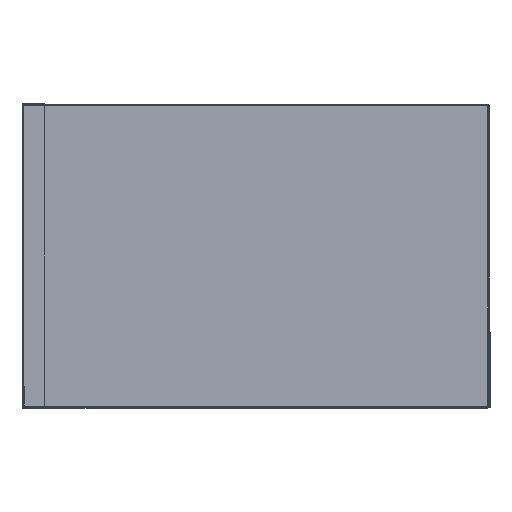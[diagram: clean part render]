
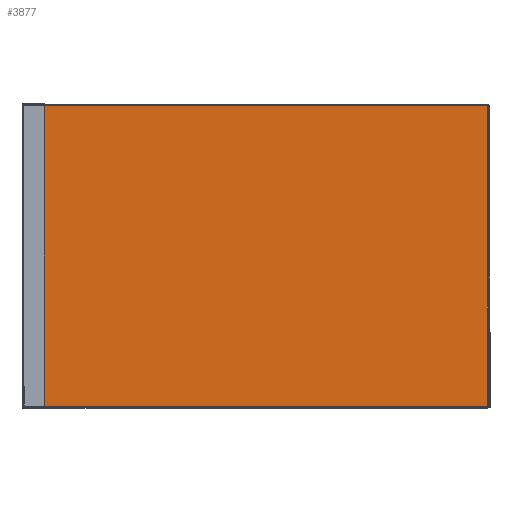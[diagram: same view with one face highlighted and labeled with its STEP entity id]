
A CAD part, front view. The second image highlights one B-rep face of the part: STEP entity #3877.
In plain terms, the highlighted planar face has unit normal (0, -1, 0).
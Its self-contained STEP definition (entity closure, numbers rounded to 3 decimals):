
#89=FACE_OUTER_BOUND('',#319,.T.);
#319=EDGE_LOOP('',(#2563,#2564,#2565,#2566,#2567,#2568,#2569,#2570,#2571,
#2572,#2573,#2574));
#546=LINE('',#5661,#1050);
#553=LINE('',#5677,#1057);
#554=LINE('',#5679,#1058);
#561=LINE('',#5693,#1065);
#562=LINE('',#5695,#1066);
#563=LINE('',#5697,#1067);
#564=LINE('',#5699,#1068);
#565=LINE('',#5701,#1069);
#566=LINE('',#5703,#1070);
#567=LINE('',#5705,#1071);
#568=LINE('',#5707,#1072);
#569=LINE('',#5708,#1073);
#1050=VECTOR('',#4546,10.);
#1057=VECTOR('',#4559,10.);
#1058=VECTOR('',#4562,10.);
#1065=VECTOR('',#4575,10.);
#1066=VECTOR('',#4576,10.);
#1067=VECTOR('',#4577,10.);
#1068=VECTOR('',#4578,10.);
#1069=VECTOR('',#4579,10.);
#1070=VECTOR('',#4580,10.);
#1071=VECTOR('',#4581,10.);
#1072=VECTOR('',#4582,10.);
#1073=VECTOR('',#4583,10.);
#1613=VERTEX_POINT('',#5642);
#1618=VERTEX_POINT('',#5652);
#1622=VERTEX_POINT('',#5667);
#1626=VERTEX_POINT('',#5675);
#1630=VERTEX_POINT('',#5692);
#1631=VERTEX_POINT('',#5694);
#1632=VERTEX_POINT('',#5696);
#1633=VERTEX_POINT('',#5698);
#1634=VERTEX_POINT('',#5700);
#1635=VERTEX_POINT('',#5702);
#1636=VERTEX_POINT('',#5704);
#1637=VERTEX_POINT('',#5706);
#1970=EDGE_CURVE('',#1613,#1618,#546,.T.);
#1978=EDGE_CURVE('',#1622,#1626,#553,.T.);
#1979=EDGE_CURVE('',#1626,#1613,#554,.T.);
#1986=EDGE_CURVE('',#1618,#1630,#561,.T.);
#1987=EDGE_CURVE('',#1630,#1631,#562,.T.);
#1988=EDGE_CURVE('',#1631,#1632,#563,.T.);
#1989=EDGE_CURVE('',#1632,#1633,#564,.T.);
#1990=EDGE_CURVE('',#1633,#1634,#565,.T.);
#1991=EDGE_CURVE('',#1634,#1635,#566,.T.);
#1992=EDGE_CURVE('',#1635,#1636,#567,.T.);
#1993=EDGE_CURVE('',#1636,#1637,#568,.T.);
#1994=EDGE_CURVE('',#1637,#1622,#569,.T.);
#2563=ORIENTED_EDGE('',*,*,#1978,.T.);
#2564=ORIENTED_EDGE('',*,*,#1979,.T.);
#2565=ORIENTED_EDGE('',*,*,#1970,.T.);
#2566=ORIENTED_EDGE('',*,*,#1986,.T.);
#2567=ORIENTED_EDGE('',*,*,#1987,.T.);
#2568=ORIENTED_EDGE('',*,*,#1988,.T.);
#2569=ORIENTED_EDGE('',*,*,#1989,.T.);
#2570=ORIENTED_EDGE('',*,*,#1990,.T.);
#2571=ORIENTED_EDGE('',*,*,#1991,.T.);
#2572=ORIENTED_EDGE('',*,*,#1992,.T.);
#2573=ORIENTED_EDGE('',*,*,#1993,.T.);
#2574=ORIENTED_EDGE('',*,*,#1994,.T.);
#3671=PLANE('',#4232);
#3877=ADVANCED_FACE('',(#89),#3671,.F.);
#4232=AXIS2_PLACEMENT_3D('',#5691,#4573,#4574);
#4546=DIRECTION('',(0.,0.,1.));
#4559=DIRECTION('',(0.,0.,1.));
#4562=DIRECTION('',(1.,0.,0.));
#4573=DIRECTION('center_axis',(0.,1.,0.));
#4574=DIRECTION('ref_axis',(0.,0.,1.));
#4575=DIRECTION('',(-1.,0.,0.));
#4576=DIRECTION('',(0.,0.,1.));
#4577=DIRECTION('',(-1.,0.,0.));
#4578=DIRECTION('',(0.,0.,-1.));
#4579=DIRECTION('',(-1.,0.,0.));
#4580=DIRECTION('',(0.,0.,-1.));
#4581=DIRECTION('',(1.,0.,0.));
#4582=DIRECTION('',(0.,0.,-1.));
#4583=DIRECTION('',(1.,0.,0.));
#5642=CARTESIAN_POINT('',(214.378,0.,-139.103));
#5652=CARTESIAN_POINT('',(214.378,0.,139.103));
#5661=CARTESIAN_POINT('',(214.378,0.,-69.551));
#5667=CARTESIAN_POINT('',(214.103,0.,-139.378));
#5675=CARTESIAN_POINT('',(214.103,0.,-139.103));
#5677=CARTESIAN_POINT('',(214.103,0.,-69.826));
#5679=CARTESIAN_POINT('',(107.051,0.,-139.103));
#5691=CARTESIAN_POINT('Origin',(0.,0.,0.));
#5692=CARTESIAN_POINT('',(214.103,0.,139.103));
#5693=CARTESIAN_POINT('',(107.949,0.,139.103));
#5694=CARTESIAN_POINT('',(214.103,0.,139.378));
#5695=CARTESIAN_POINT('',(214.103,0.,69.551));
#5696=CARTESIAN_POINT('',(-214.103,0.,139.378));
#5697=CARTESIAN_POINT('',(107.5,0.,139.378));
#5698=CARTESIAN_POINT('',(-214.103,0.,139.103));
#5699=CARTESIAN_POINT('',(-214.103,0.,70.449));
#5700=CARTESIAN_POINT('',(-214.378,0.,139.103));
#5701=CARTESIAN_POINT('',(-107.051,0.,139.103));
#5702=CARTESIAN_POINT('',(-214.378,0.,-139.103));
#5703=CARTESIAN_POINT('',(-214.378,0.,70.));
#5704=CARTESIAN_POINT('',(-214.103,0.,-139.103));
#5705=CARTESIAN_POINT('',(-107.326,0.,-139.103));
#5706=CARTESIAN_POINT('',(-214.103,0.,-139.378));
#5707=CARTESIAN_POINT('',(-214.103,0.,-69.551));
#5708=CARTESIAN_POINT('',(-107.051,0.,-139.378));
